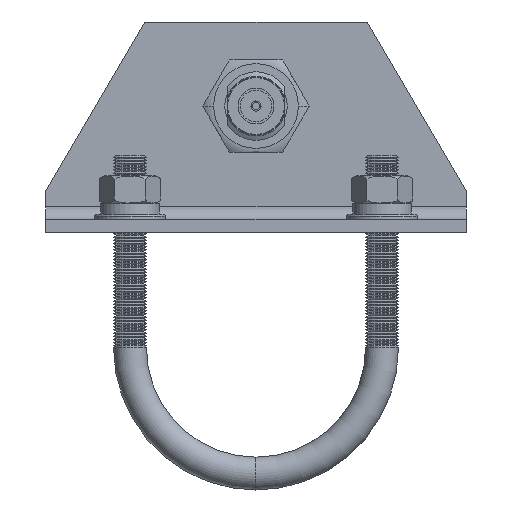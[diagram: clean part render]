
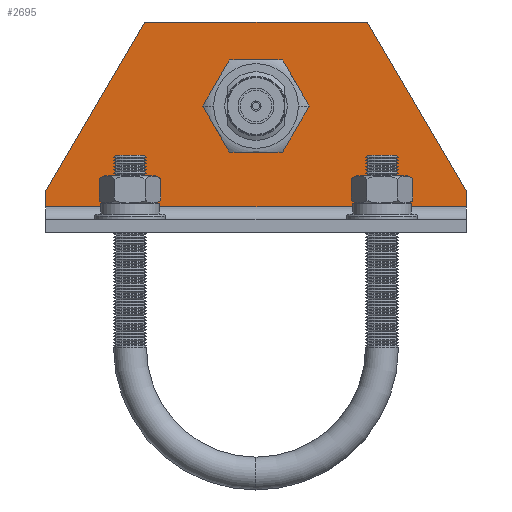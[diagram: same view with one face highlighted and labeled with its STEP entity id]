
A CAD part, front view. The second image highlights one B-rep face of the part: STEP entity #2695.
In plain terms, the highlighted face is planar.
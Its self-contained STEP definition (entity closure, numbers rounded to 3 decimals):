
#573 = CARTESIAN_POINT ( 'NONE',  ( 44., 0., 80.8 ) ) ;
#776 = VECTOR ( 'NONE', #27745, 1000. ) ;
#889 = VECTOR ( 'NONE', #29399, 1000. ) ;
#1883 = DIRECTION ( 'NONE',  ( 0., 0., -1. ) ) ;
#2695 = ADVANCED_FACE ( 'NONE', ( #11306, #28931 ), #3811, .T. ) ;
#3124 = LINE ( 'NONE', #20004, #26881 ) ;
#3811 = PLANE ( 'NONE',  #14952 ) ;
#3934 = ORIENTED_EDGE ( 'NONE', *, *, #7442, .T. ) ;
#4303 = AXIS2_PLACEMENT_3D ( 'NONE', #15659, #1883, #17982 ) ;
#4463 = ORIENTED_EDGE ( 'NONE', *, *, #18618, .T. ) ;
#4630 = CARTESIAN_POINT ( 'NONE',  ( 28., 50., 80.8 ) ) ;
#5091 = CARTESIAN_POINT ( 'NONE',  ( 0., 23.5, 80.8 ) ) ;
#5154 = VECTOR ( 'NONE', #25851, 1000. ) ;
#5365 = CIRCLE ( 'NONE', #22057, 8. ) ;
#5472 = DIRECTION ( 'NONE',  ( 1., 0., 0. ) ) ;
#7442 = EDGE_CURVE ( 'NONE', #25727, #27942, #27636, .T. ) ;
#7531 = VERTEX_POINT ( 'NONE', #28490 ) ;
#7760 = VERTEX_POINT ( 'NONE', #10882 ) ;
#8647 = DIRECTION ( 'NONE',  ( 0., 0., -1. ) ) ;
#9476 = ORIENTED_EDGE ( 'NONE', *, *, #27479, .T. ) ;
#9956 = CARTESIAN_POINT ( 'NONE',  ( 0., 76.5, 80.8 ) ) ;
#10882 = CARTESIAN_POINT ( 'NONE',  ( 12., 50., 80.8 ) ) ;
#11254 = EDGE_LOOP ( 'NONE', ( #9476, #3934, #4463, #12092, #12063, #16824 ) ) ;
#11306 = FACE_BOUND ( 'NONE', #24575, .T. ) ;
#11539 = LINE ( 'NONE', #13949, #776 ) ;
#12063 = ORIENTED_EDGE ( 'NONE', *, *, #12084, .T. ) ;
#12084 = EDGE_CURVE ( 'NONE', #21533, #26526, #3124, .T. ) ;
#12092 = ORIENTED_EDGE ( 'NONE', *, *, #16387, .T. ) ;
#12383 = LINE ( 'NONE', #24774, #889 ) ;
#13017 = CARTESIAN_POINT ( 'NONE',  ( 40., 0., 80.8 ) ) ;
#13717 = CARTESIAN_POINT ( 'NONE',  ( 44., 100., 80.8 ) ) ;
#13949 = CARTESIAN_POINT ( 'NONE',  ( 40., 0., 80.8 ) ) ;
#14952 = AXIS2_PLACEMENT_3D ( 'NONE', #15253, #24394, #19889 ) ;
#15253 = CARTESIAN_POINT ( 'NONE',  ( 0., 0., 80.8 ) ) ;
#15659 = CARTESIAN_POINT ( 'NONE',  ( 20., 50., 80.8 ) ) ;
#16120 = VECTOR ( 'NONE', #28116, 1000. ) ;
#16387 = EDGE_CURVE ( 'NONE', #22591, #21533, #11539, .T. ) ;
#16824 = ORIENTED_EDGE ( 'NONE', *, *, #19350, .T. ) ;
#17513 = ORIENTED_EDGE ( 'NONE', *, *, #26814, .F. ) ;
#17982 = DIRECTION ( 'NONE',  ( -1., 0., 0. ) ) ;
#18618 = EDGE_CURVE ( 'NONE', #27942, #22591, #12383, .T. ) ;
#19279 = CARTESIAN_POINT ( 'NONE',  ( 40., 100., 80.8 ) ) ;
#19350 = EDGE_CURVE ( 'NONE', #26526, #7531, #28895, .T. ) ;
#19580 = VECTOR ( 'NONE', #5472, 1000. ) ;
#19889 = DIRECTION ( 'NONE',  ( -1., 0., 0. ) ) ;
#20004 = CARTESIAN_POINT ( 'NONE',  ( 0., 23.5, 80.8 ) ) ;
#21286 = CARTESIAN_POINT ( 'NONE',  ( 0., 76.5, 80.8 ) ) ;
#21533 = VERTEX_POINT ( 'NONE', #5091 ) ;
#22057 = AXIS2_PLACEMENT_3D ( 'NONE', #22407, #8647, #24715 ) ;
#22303 = DIRECTION ( 'NONE',  ( 0., 1., 0. ) ) ;
#22407 = CARTESIAN_POINT ( 'NONE',  ( 20., 50., 80.8 ) ) ;
#22591 = VERTEX_POINT ( 'NONE', #13017 ) ;
#22835 = ORIENTED_EDGE ( 'NONE', *, *, #28674, .F. ) ;
#24394 = DIRECTION ( 'NONE',  ( 0., 0., -1. ) ) ;
#24575 = EDGE_LOOP ( 'NONE', ( #22835, #17513 ) ) ;
#24715 = DIRECTION ( 'NONE',  ( -1., 0., 0. ) ) ;
#24774 = CARTESIAN_POINT ( 'NONE',  ( 50., 0., 80.8 ) ) ;
#25727 = VERTEX_POINT ( 'NONE', #13717 ) ;
#25851 = DIRECTION ( 'NONE',  ( 0.862, 0.507, 0. ) ) ;
#26420 = LINE ( 'NONE', #19279, #19580 ) ;
#26526 = VERTEX_POINT ( 'NONE', #9956 ) ;
#26814 = EDGE_CURVE ( 'NONE', #27271, #7760, #27595, .T. ) ;
#26881 = VECTOR ( 'NONE', #22303, 1000. ) ;
#27271 = VERTEX_POINT ( 'NONE', #4630 ) ;
#27479 = EDGE_CURVE ( 'NONE', #7531, #25727, #26420, .T. ) ;
#27595 = CIRCLE ( 'NONE', #4303, 8. ) ;
#27636 = LINE ( 'NONE', #573, #16120 ) ;
#27745 = DIRECTION ( 'NONE',  ( -0.862, 0.507, 0. ) ) ;
#27942 = VERTEX_POINT ( 'NONE', #28314 ) ;
#28116 = DIRECTION ( 'NONE',  ( 0., -1., 0. ) ) ;
#28314 = CARTESIAN_POINT ( 'NONE',  ( 44., 0., 80.8 ) ) ;
#28490 = CARTESIAN_POINT ( 'NONE',  ( 40., 100., 80.8 ) ) ;
#28674 = EDGE_CURVE ( 'NONE', #7760, #27271, #5365, .T. ) ;
#28895 = LINE ( 'NONE', #21286, #5154 ) ;
#28931 = FACE_OUTER_BOUND ( 'NONE', #11254, .T. ) ;
#29399 = DIRECTION ( 'NONE',  ( -1., 0., 0. ) ) ;
